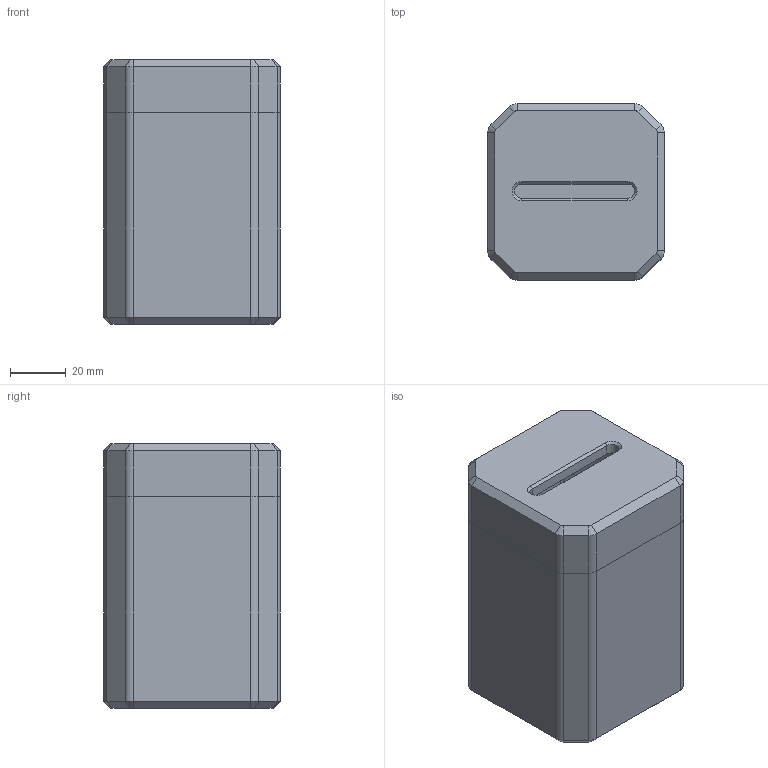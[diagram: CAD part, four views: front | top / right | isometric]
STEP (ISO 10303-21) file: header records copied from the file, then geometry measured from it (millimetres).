
FILE_DESCRIPTION(/* description */ (''),/* implementation_level */ '2;1');
FILE_NAME(/* name */ 'Mini Coin Bank v4.step',/* time_stamp */ '2024-09-16T12:07:35-04:00',/* author */ (''),/* organization */ (''),/* preprocessor_version */ 'ST-DEVELOPER v20',/* originating_system */ 'Autodesk Translation Framework v13.14.0.145',/* authorisation */ '');
FILE_SCHEMA (('AUTOMOTIVE_DESIGN { 1 0 10303 214 3 1 1 }'));
Length unit declared in the file: inch
Products named in the file (3): Mini Coin Bank; Bank; Cap
Assembly tree (2 placements, depth 2):
  Mini Coin Bank
    Bank
    Cap
Bounding box: 63.5 x 63.5 x 95.25 mm (x, y, z)
Volume: 90906.1 mm3; surface area: 64715.7 mm2
Topology: 2 solids, 2 shells, 147 faces, 349 edges, 202 vertices
Faces by surface type: plane 68, cylinder 41, cone 34, bspline 4
Full cylindrical faces by diameter (mm): 53.34 x1, 57.126 x2, 57.97 x3, 62.446 x3
Entity records: 6443 total; most frequent: CARTESIAN_POINT 3034, DIRECTION 690, ORIENTED_EDGE 682, EDGE_CURVE 341, AXIS2_PLACEMENT_3D 236, LINE 218, VECTOR 218, VERTEX_POINT 202
